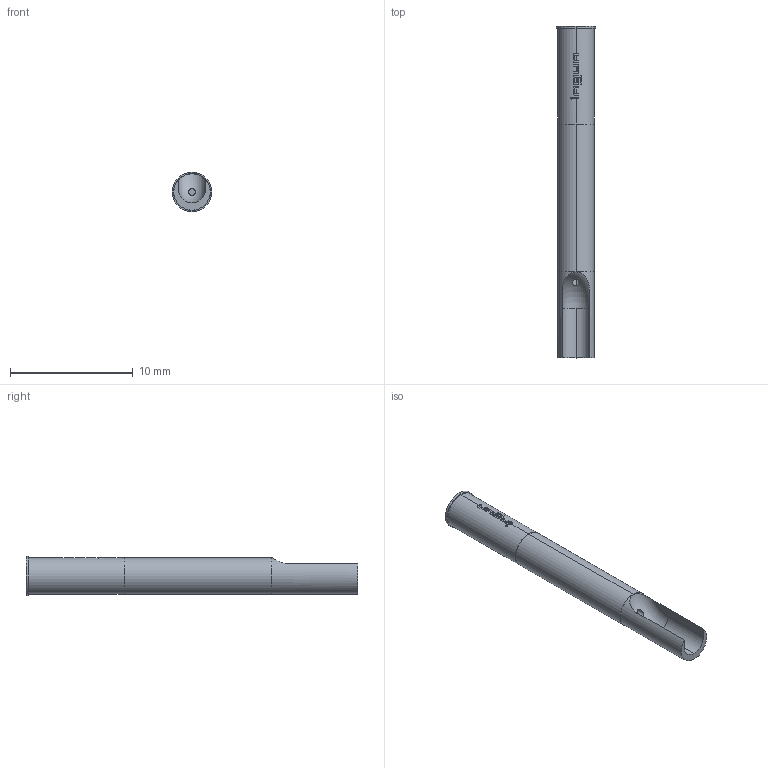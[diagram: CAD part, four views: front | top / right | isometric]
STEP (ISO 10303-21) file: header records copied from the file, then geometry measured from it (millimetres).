
FILE_DESCRIPTION (( 'STEP AP203' ), '1' );
FILE_NAME ('INGUN_KS-113_30_M2.STEP', '2022-02-09T05:17:25', ( 'ochi' ), ( '' ), 'SwSTEP 2.0', 'SolidWorks 2018', '' );
FILE_SCHEMA (( 'CONFIG_CONTROL_DESIGN' ));
Length unit declared in the file: millimetre
Products named in the file (1): INGUN_KS-113_30_M2
Bounding box: 3.2 x 27 x 3.2 mm (x, y, z)
Volume: 162.4 mm3; surface area: 283 mm2
Topology: 1 solids, 1 shells, 105 faces, 291 edges, 192 vertices
Faces by surface type: plane 49, cylinder 31, bspline 22, cone 2, torus 1
Entity records: 3778 total; most frequent: CARTESIAN_POINT 1157, ORIENTED_EDGE 582, DIRECTION 471, EDGE_CURVE 291, VERTEX_POINT 192, AXIS2_PLACEMENT_3D 186, EDGE_LOOP 109, FACE_OUTER_BOUND 105
